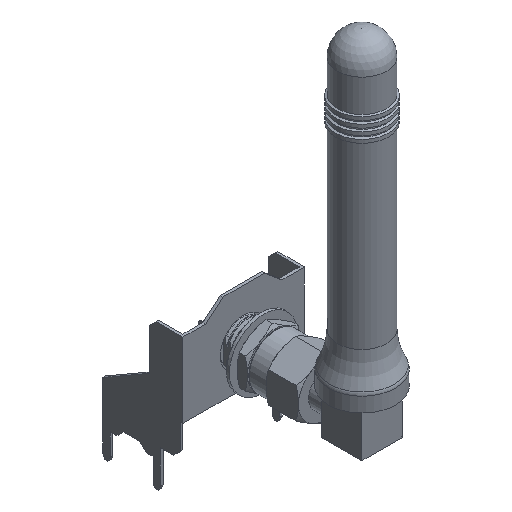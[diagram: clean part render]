
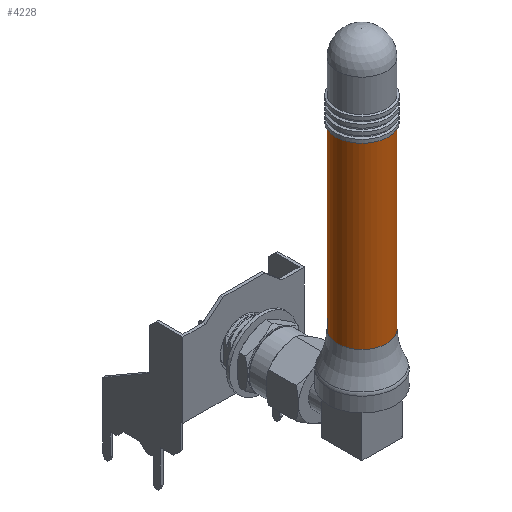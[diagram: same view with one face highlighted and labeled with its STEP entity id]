
A CAD part, isometric view. The second image highlights one B-rep face of the part: STEP entity #4228.
In plain terms, the highlighted cylindrical face has radius 3.7 mm (diameter 7.4 mm), a full revolution.
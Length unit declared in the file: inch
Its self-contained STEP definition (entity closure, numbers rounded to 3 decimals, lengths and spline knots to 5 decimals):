
#375=LINE('',#13584,#674);
#674=VECTOR('',#5133,0.14567);
#1036=CYLINDRICAL_SURFACE('',#4520,0.14567);
#1201=FACE_OUTER_BOUND('',#1456,.T.);
#1456=EDGE_LOOP('',(#3554,#3555,#3556,#3557,#3558));
#1623=CIRCLE('',#4519,0.14567);
#1624=CIRCLE('',#4521,0.14567);
#1625=CIRCLE('',#4522,0.14567);
#1978=VERTEX_POINT('',#13579);
#1979=VERTEX_POINT('',#13583);
#1980=VERTEX_POINT('',#13585);
#2527=EDGE_CURVE('',#1978,#1978,#1623,.T.);
#2528=EDGE_CURVE('',#1978,#1979,#375,.T.);
#2529=EDGE_CURVE('',#1979,#1980,#1624,.T.);
#2530=EDGE_CURVE('',#1980,#1979,#1625,.T.);
#3554=ORIENTED_EDGE('',*,*,#2527,.F.);
#3555=ORIENTED_EDGE('',*,*,#2528,.T.);
#3556=ORIENTED_EDGE('',*,*,#2529,.T.);
#3557=ORIENTED_EDGE('',*,*,#2530,.T.);
#3558=ORIENTED_EDGE('',*,*,#2528,.F.);
#4228=ADVANCED_FACE('',(#1201),#1036,.T.);
#4519=AXIS2_PLACEMENT_3D('',#13581,#5129,#5130);
#4520=AXIS2_PLACEMENT_3D('',#13582,#5131,#5132);
#4521=AXIS2_PLACEMENT_3D('',#13586,#5134,#5135);
#4522=AXIS2_PLACEMENT_3D('',#13587,#5136,#5137);
#5129=DIRECTION('center_axis',(0.,1.,0.));
#5130=DIRECTION('ref_axis',(1.,0.,0.));
#5131=DIRECTION('center_axis',(0.,1.,0.));
#5132=DIRECTION('ref_axis',(1.,0.,0.));
#5133=DIRECTION('',(0.,-1.,0.));
#5134=DIRECTION('center_axis',(0.,1.,0.));
#5135=DIRECTION('ref_axis',(1.,0.,0.));
#5136=DIRECTION('center_axis',(0.,1.,0.));
#5137=DIRECTION('ref_axis',(1.,0.,0.));
#13579=CARTESIAN_POINT('',(-0.14567,1.60606,0.));
#13581=CARTESIAN_POINT('Origin',(0.,1.60606,0.));
#13582=CARTESIAN_POINT('Origin',(0.,1.079,0.));
#13583=CARTESIAN_POINT('',(-0.14567,0.55195,0.));
#13584=CARTESIAN_POINT('',(-0.14567,1.079,0.));
#13585=CARTESIAN_POINT('',(0.,0.55195,-0.14567));
#13586=CARTESIAN_POINT('Origin',(0.,0.55195,0.));
#13587=CARTESIAN_POINT('Origin',(0.,0.55195,0.));
